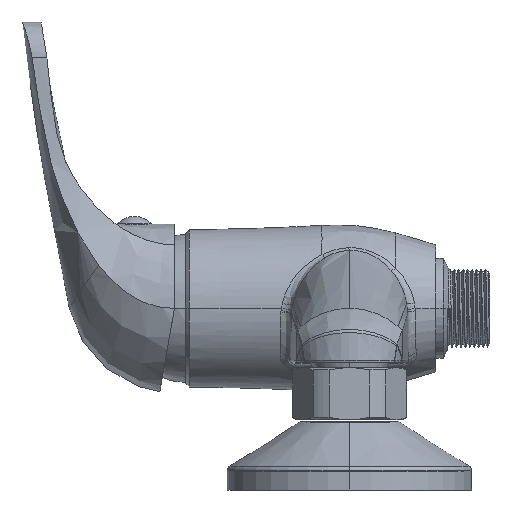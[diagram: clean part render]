
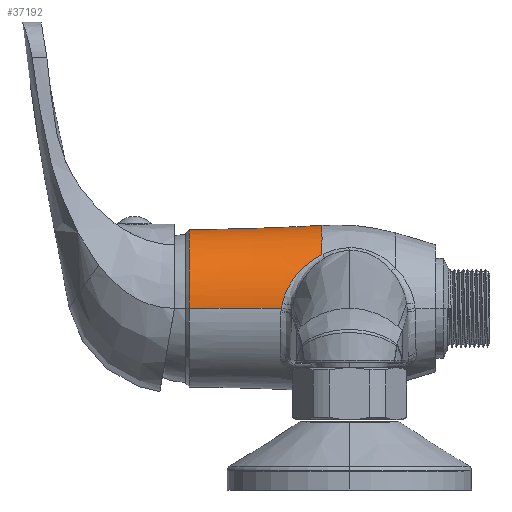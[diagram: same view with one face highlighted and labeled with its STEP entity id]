
A CAD part, left-side view. The second image highlights one B-rep face of the part: STEP entity #37192.
In plain terms, the highlighted toroidal (fillet/blend) face has major radius 696.895 mm and minor radius 675.64 mm.
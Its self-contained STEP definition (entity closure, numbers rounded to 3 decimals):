
#7380=CARTESIAN_POINT('',(21.852,41.628,
0.));
#7415=CARTESIAN_POINT('',(0.,66.505,0.));
#7416=DIRECTION('',(0.,1.,0.));
#7417=DIRECTION('',(-1.,0.,0.));
#7418=AXIS2_PLACEMENT_3D('',#7415,#7416,#7417);
#7420=CARTESIAN_POINT('',(696.895,70.012,0.));
#7421=DIRECTION('',(0.,0.,-1.));
#7422=DIRECTION('',(-0.999,-0.042,0.));
#7423=AXIS2_PLACEMENT_3D('',#7420,#7421,#7422);
#7425=CARTESIAN_POINT('',(21.825,41.384,1.266));
#7426=CARTESIAN_POINT('',(21.832,41.412,1.125));
#7427=CARTESIAN_POINT('',(21.844,41.467,0.844));
#7428=CARTESIAN_POINT('',(21.852,41.548,0.422));
#7429=CARTESIAN_POINT('',(21.853,41.602,0.14));
#7430=CARTESIAN_POINT('',(21.852,41.628,
0.));
#7432=CARTESIAN_POINT('',(17.095,30.7,14.475));
#7433=CARTESIAN_POINT('',(17.386,31.573,14.052));
#7434=CARTESIAN_POINT('',(18.054,33.297,13.068));
#7435=CARTESIAN_POINT('',(19.316,36.008,10.87));
#7436=CARTESIAN_POINT('',(20.395,38.179,8.402));
#7437=CARTESIAN_POINT('',(21.162,39.751,5.944));
#7438=CARTESIAN_POINT('',(21.642,40.82,3.54));
#7439=CARTESIAN_POINT('',(21.789,41.239,2.009));
#7440=CARTESIAN_POINT('',(21.825,41.384,1.266));
#7442=CARTESIAN_POINT('',(17.095,30.7,14.475));
#7443=CARTESIAN_POINT('',(16.257,30.801,15.455));
#7444=CARTESIAN_POINT('',(14.412,30.653,17.299));
#7445=CARTESIAN_POINT('',(11.206,30.713,19.525));
#7446=CARTESIAN_POINT('',(7.664,30.697,21.169));
#7447=CARTESIAN_POINT('',(3.89,30.701,22.174));
#7448=CARTESIAN_POINT('',(0.,30.7,
22.513));
#7449=CARTESIAN_POINT('',(-3.89,30.701,22.174));
#7450=CARTESIAN_POINT('',(-7.664,30.697,21.169));
#7451=CARTESIAN_POINT('',(-11.206,30.713,19.525));
#7452=CARTESIAN_POINT('',(-14.412,30.653,17.299));
#7453=CARTESIAN_POINT('',(-16.257,30.801,15.455));
#7454=CARTESIAN_POINT('',(-17.095,30.7,14.475));
#7456=CARTESIAN_POINT('',(-21.825,41.384,1.266));
#7457=CARTESIAN_POINT('',(-21.789,41.239,2.008));
#7458=CARTESIAN_POINT('',(-21.642,40.821,3.54));
#7459=CARTESIAN_POINT('',(-21.161,39.75,5.946));
#7460=CARTESIAN_POINT('',(-20.393,38.176,8.407));
#7461=CARTESIAN_POINT('',(-19.312,36.,10.878));
#7462=CARTESIAN_POINT('',(-18.053,33.294,13.07));
#7463=CARTESIAN_POINT('',(-17.386,31.572,14.053));
#7464=CARTESIAN_POINT('',(-17.095,30.7,14.475));
#7466=CARTESIAN_POINT('',(-21.852,41.628,
0.));
#7467=CARTESIAN_POINT('',(-21.853,41.602,
0.14));
#7468=CARTESIAN_POINT('',(-21.852,41.548,
0.422));
#7469=CARTESIAN_POINT('',(-21.844,41.467,
0.844));
#7470=CARTESIAN_POINT('',(-21.832,41.412,1.125));
#7471=CARTESIAN_POINT('',(-21.825,41.384,1.266));
#7473=CARTESIAN_POINT('',(-696.895,70.012,
0.));
#7474=DIRECTION('',(0.,0.,1.));
#7475=DIRECTION('',(0.999,-0.042,0.));
#7476=AXIS2_PLACEMENT_3D('',#7473,#7474,#7475);
#8865=CARTESIAN_POINT('',(-17.095,30.7,14.475));
#8877=CARTESIAN_POINT('',(17.095,30.7,14.475));
#20364=VERTEX_POINT('',#8877);
#20366=VERTEX_POINT('',#7440);
#20369=VERTEX_POINT('',#7380);
#20389=VERTEX_POINT('',#8865);
#20391=VERTEX_POINT('',#7456);
#20393=CARTESIAN_POINT('',(-21.852,41.628,
0.));
#20395=VERTEX_POINT('',#20393);
#20516=CARTESIAN_POINT('',(21.264,66.505,
0.));
#20517=CARTESIAN_POINT('',(-21.264,66.505,
0.));
#20518=VERTEX_POINT('',#20516);
#20519=VERTEX_POINT('',#20517);
#37172=CARTESIAN_POINT('',(0.,70.012,0.));
#37173=DIRECTION('',(0.,1.,0.));
#37174=DIRECTION('',(1.,0.,0.));
#37175=AXIS2_PLACEMENT_3D('',#37172,#37173,#37174);
#37176=TOROIDAL_SURFACE('',#37175,696.895,675.64);
#37177=ORIENTED_EDGE('',*,*,#37159,.T.);
#37178=ORIENTED_EDGE('',*,*,#37094,.F.);
#37180=ORIENTED_EDGE('',*,*,#37179,.F.);
#37182=ORIENTED_EDGE('',*,*,#37181,.F.);
#37184=ORIENTED_EDGE('',*,*,#37183,.T.);
#37186=ORIENTED_EDGE('',*,*,#37185,.F.);
#37188=ORIENTED_EDGE('',*,*,#37187,.F.);
#37189=ORIENTED_EDGE('',*,*,#37074,.T.);
#37190=EDGE_LOOP('',(#37177,#37178,#37180,#37182,#37184,#37186,#37188,#37189));
#37191=FACE_OUTER_BOUND('',#37190,.F.);
#37192=ADVANCED_FACE('',(#37191),#37176,.F.);
#7419=CIRCLE('',#7418,21.264);
#7424=CIRCLE('',#7423,675.64);
#7431=B_SPLINE_CURVE_WITH_KNOTS('',3,(#7425,#7426,#7427,#7428,#7429,#7430),
.UNSPECIFIED.,.F.,.F.,(4,1,1,4),(0.,0.333,0.667,1.),
.UNSPECIFIED.);
#7441=B_SPLINE_CURVE_WITH_KNOTS('',3,(#7432,#7433,#7434,#7435,#7436,#7437,#7438,
#7439,#7440),.UNSPECIFIED.,.F.,.F.,(4,1,1,1,1,1,4),(0.,0.167,
0.333,0.5,0.667,0.833,1.),
.UNSPECIFIED.);
#7455=B_SPLINE_CURVE_WITH_KNOTS('',3,(#7442,#7443,#7444,#7445,#7446,#7447,#7448,
#7449,#7450,#7451,#7452,#7453,#7454),.UNSPECIFIED.,.F.,.F.,(4,1,1,1,1,1,1,1,1,1,
4),(0.,0.1,0.2,0.3,0.4,0.5,0.6,0.7,0.8,0.9,1.),
.UNSPECIFIED.);
#7465=B_SPLINE_CURVE_WITH_KNOTS('',3,(#7456,#7457,#7458,#7459,#7460,#7461,#7462,
#7463,#7464),.UNSPECIFIED.,.F.,.F.,(4,1,1,1,1,1,4),(0.,0.167,
0.333,0.5,0.667,0.833,1.),
.UNSPECIFIED.);
#7472=B_SPLINE_CURVE_WITH_KNOTS('',3,(#7466,#7467,#7468,#7469,#7470,#7471),
.UNSPECIFIED.,.F.,.F.,(4,1,1,4),(0.,0.333,0.667,1.),
.UNSPECIFIED.);
#7477=CIRCLE('',#7476,675.64);
#37074=EDGE_CURVE('',#20395,#20519,#7477,.T.);
#37094=EDGE_CURVE('',#20369,#20518,#7424,.T.);
#37159=EDGE_CURVE('',#20519,#20518,#7419,.T.);
#37179=EDGE_CURVE('',#20366,#20369,#7431,.T.);
#37181=EDGE_CURVE('',#20364,#20366,#7441,.T.);
#37183=EDGE_CURVE('',#20364,#20389,#7455,.T.);
#37185=EDGE_CURVE('',#20391,#20389,#7465,.T.);
#37187=EDGE_CURVE('',#20395,#20391,#7472,.T.);
